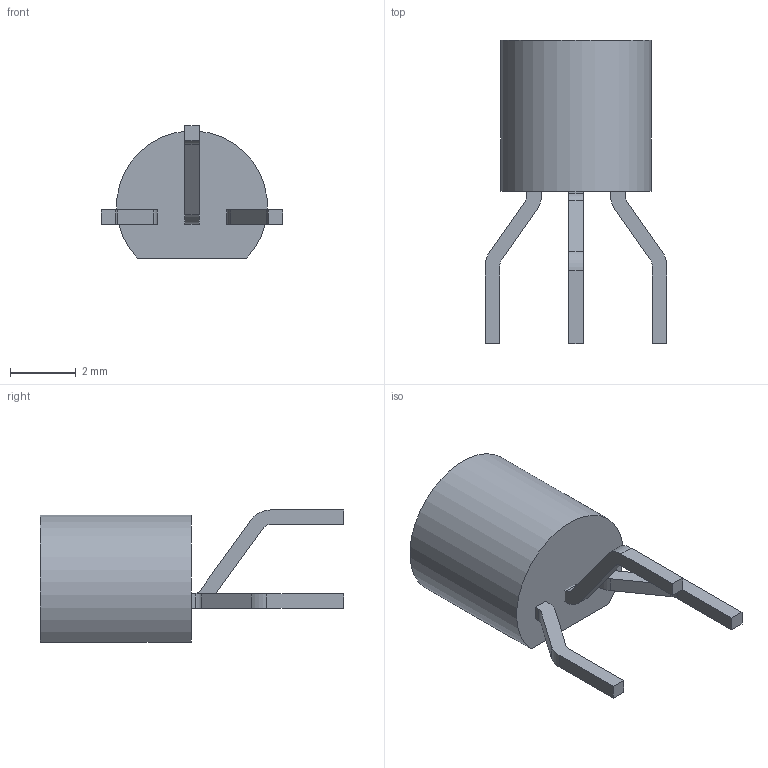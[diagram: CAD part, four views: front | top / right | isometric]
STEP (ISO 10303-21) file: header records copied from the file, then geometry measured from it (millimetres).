
FILE_DESCRIPTION(/* description */ ('','CAx-IF Rec.Pracs.---Representation and Presentation of Product Manufacturing Information (PMI)---4.0---2014-10-13'),/* implementation_level */ '2;1');
FILE_NAME(/* name */ 'TO-92 Transistor v2.step',/* time_stamp */ '2025-01-01T21:05:50+01:00',/* author */ (''),/* organization */ (''),/* preprocessor_version */ 'ST-DEVELOPER v20',/* originating_system */ 'Autodesk Translation Framework v13.20.0.188',/* authorisation */ '');
FILE_SCHEMA (('AP242_MANAGED_MODEL_BASED_3D_ENGINEERING_MIM_LF { 1 0 10303 442 1 1 4 }'));
Length unit declared in the file: millimetre
Products named in the file (1): TO-92 Transistor
Bounding box: 5.52 x 9.2 x 4.01 mm (x, y, z)
Volume: 70.5 mm3; surface area: 130.1 mm2
Topology: 4 solids, 4 shells, 128 faces, 339 edges, 226 vertices
Faces by surface type: bspline 58, plane 57, cylinder 13
Entity records: 4526 total; most frequent: CARTESIAN_POINT 1680, ORIENTED_EDGE 678, DIRECTION 391, EDGE_CURVE 339, VERTEX_POINT 226, LINE 197, VECTOR 197, EDGE_LOOP 135
